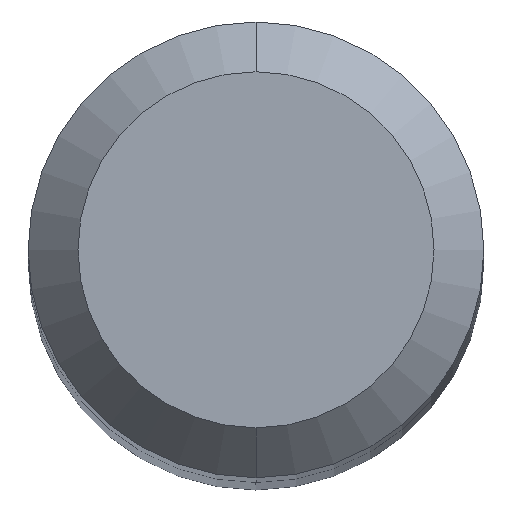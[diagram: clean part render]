
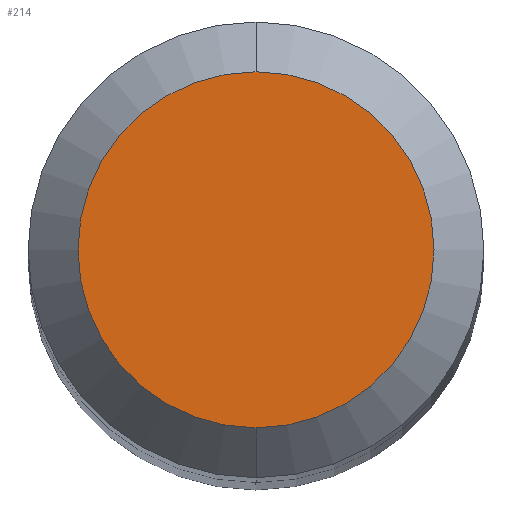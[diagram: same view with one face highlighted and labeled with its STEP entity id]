
A CAD part, top view. The second image highlights one B-rep face of the part: STEP entity #214.
In plain terms, the highlighted planar face has unit normal (0, 0, 1).
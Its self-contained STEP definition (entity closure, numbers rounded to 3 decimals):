
#2 = EDGE_LOOP ( 'NONE', ( #283, #54 ) ) ;
#18 = CARTESIAN_POINT ( 'NONE',  ( 0., 2.5, 101. ) ) ;
#40 = VERTEX_POINT ( 'NONE', #18 ) ;
#41 = DIRECTION ( 'NONE',  ( 0., 1., 0. ) ) ;
#42 = DIRECTION ( 'NONE',  ( 0., 1., 0. ) ) ;
#54 = ORIENTED_EDGE ( 'NONE', *, *, #184, .F. ) ;
#57 = CARTESIAN_POINT ( 'NONE',  ( 0., -2.5, 101. ) ) ;
#88 = AXIS2_PLACEMENT_3D ( 'NONE', #149, #331, #41 ) ;
#100 = AXIS2_PLACEMENT_3D ( 'NONE', #167, #262, #42 ) ;
#111 = AXIS2_PLACEMENT_3D ( 'NONE', #303, #175, #202 ) ;
#130 = CIRCLE ( 'NONE', #88, 2.5 ) ;
#132 = PLANE ( 'NONE',  #111 ) ;
#138 = CIRCLE ( 'NONE', #100, 2.5 ) ;
#149 = CARTESIAN_POINT ( 'NONE',  ( 0., 0., 101. ) ) ;
#153 = EDGE_CURVE ( 'NONE', #40, #327, #130, .T. ) ;
#167 = CARTESIAN_POINT ( 'NONE',  ( 0., 0., 101. ) ) ;
#175 = DIRECTION ( 'NONE',  ( 0., 0., -1. ) ) ;
#184 = EDGE_CURVE ( 'NONE', #327, #40, #138, .T. ) ;
#202 = DIRECTION ( 'NONE',  ( 0., 1., 0. ) ) ;
#203 = FACE_OUTER_BOUND ( 'NONE', #2, .T. ) ;
#214 = ADVANCED_FACE ( 'NONE', ( #203 ), #132, .F. ) ;
#262 = DIRECTION ( 'NONE',  ( 0., 0., -1. ) ) ;
#283 = ORIENTED_EDGE ( 'NONE', *, *, #153, .F. ) ;
#303 = CARTESIAN_POINT ( 'NONE',  ( 0., 0., 101. ) ) ;
#327 = VERTEX_POINT ( 'NONE', #57 ) ;
#331 = DIRECTION ( 'NONE',  ( 0., 0., -1. ) ) ;
